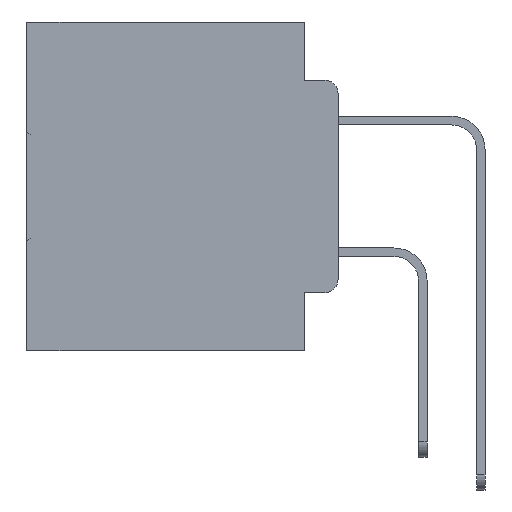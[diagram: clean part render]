
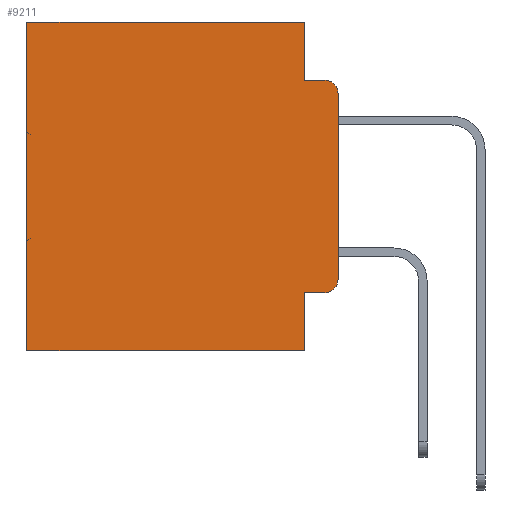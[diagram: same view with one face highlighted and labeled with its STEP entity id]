
A CAD part, left-side view. The second image highlights one B-rep face of the part: STEP entity #9211.
In plain terms, the highlighted planar face has unit normal (-1, 0, 0).
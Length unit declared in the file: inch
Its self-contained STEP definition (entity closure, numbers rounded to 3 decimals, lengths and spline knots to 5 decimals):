
#257 = VERTEX_POINT ( 'NONE', #21542 ) ;
#374 = AXIS2_PLACEMENT_3D ( 'NONE', #30489, #17198, #709 ) ;
#463 = CIRCLE ( 'NONE', #25212, 0.02 ) ;
#589 = CARTESIAN_POINT ( 'NONE',  ( 0.298, 0.051, -0.5 ) ) ;
#662 = VERTEX_POINT ( 'NONE', #4559 ) ;
#709 = DIRECTION ( 'NONE',  ( 0., 0., -1. ) ) ;
#1421 = VECTOR ( 'NONE', #4459, 39.37008 ) ;
#1470 = CARTESIAN_POINT ( 'NONE',  ( 0.298, 0., 0. ) ) ;
#1861 = ORIENTED_EDGE ( 'NONE', *, *, #22138, .F. ) ;
#2154 = EDGE_CURVE ( 'NONE', #257, #30528, #26380, .T. ) ;
#4175 = VERTEX_POINT ( 'NONE', #4733 ) ;
#4188 = EDGE_CURVE ( 'NONE', #31691, #13229, #30288, .T. ) ;
#4196 = LINE ( 'NONE', #24324, #25115 ) ;
#4459 = DIRECTION ( 'NONE',  ( 0., -1., 0. ) ) ;
#4559 = CARTESIAN_POINT ( 'NONE',  ( 0.298, 0.473, 0. ) ) ;
#4573 = CARTESIAN_POINT ( 'NONE',  ( 0.298, 0.051, -0.4115 ) ) ;
#4718 = VERTEX_POINT ( 'NONE', #27634 ) ;
#4733 = CARTESIAN_POINT ( 'NONE',  ( 0.298, 0.051, 0. ) ) ;
#4945 = DIRECTION ( 'NONE',  ( 0., 1., 0. ) ) ;
#5175 = LINE ( 'NONE', #30682, #26877 ) ;
#5328 = LINE ( 'NONE', #34584, #19092 ) ;
#5353 = VERTEX_POINT ( 'NONE', #589 ) ;
#6181 = ORIENTED_EDGE ( 'NONE', *, *, #17576, .F. ) ;
#6618 = VECTOR ( 'NONE', #4945, 39.37008 ) ;
#7468 = EDGE_CURVE ( 'NONE', #4175, #662, #16316, .T. ) ;
#9211 = ADVANCED_FACE ( 'NONE', ( #12328 ), #14321, .F. ) ;
#9291 = CARTESIAN_POINT ( 'NONE',  ( 0.298, 0., 0. ) ) ;
#9497 = CARTESIAN_POINT ( 'NONE',  ( 0.298, 0.051, 0. ) ) ;
#9743 = VERTEX_POINT ( 'NONE', #16584 ) ;
#11284 = EDGE_LOOP ( 'NONE', ( #15177, #21140, #29868, #6181, #24946, #28212, #1861, #25330, #16075, #16539 ) ) ;
#11425 = DIRECTION ( 'NONE',  ( -1., 0., 0. ) ) ;
#11661 = CIRCLE ( 'NONE', #32963, 0.02 ) ;
#12328 = FACE_OUTER_BOUND ( 'NONE', #11284, .T. ) ;
#13167 = DIRECTION ( 'NONE',  ( 0., -1., 0. ) ) ;
#13229 = VERTEX_POINT ( 'NONE', #21222 ) ;
#13911 = EDGE_CURVE ( 'NONE', #662, #9743, #4196, .T. ) ;
#14321 = PLANE ( 'NONE',  #374 ) ;
#15177 = ORIENTED_EDGE ( 'NONE', *, *, #2154, .F. ) ;
#15446 = VECTOR ( 'NONE', #17539, 39.37008 ) ;
#15994 = CARTESIAN_POINT ( 'NONE',  ( 0.298, 0.02, -0.1085 ) ) ;
#16075 = ORIENTED_EDGE ( 'NONE', *, *, #4188, .T. ) ;
#16316 = LINE ( 'NONE', #9291, #15446 ) ;
#16539 = ORIENTED_EDGE ( 'NONE', *, *, #28500, .T. ) ;
#16584 = CARTESIAN_POINT ( 'NONE',  ( 0.298, 0.473, -0.5 ) ) ;
#17198 = DIRECTION ( 'NONE',  ( 1., 0., 0. ) ) ;
#17297 = DIRECTION ( 'NONE',  ( 0., 0., -1. ) ) ;
#17515 = VECTOR ( 'NONE', #25718, 39.37008 ) ;
#17539 = DIRECTION ( 'NONE',  ( 0., 1., 0. ) ) ;
#17576 = EDGE_CURVE ( 'NONE', #4175, #4718, #5175, .T. ) ;
#17626 = CARTESIAN_POINT ( 'NONE',  ( 0.298, 0., -0.3915 ) ) ;
#18744 = DIRECTION ( 'NONE',  ( 0., 0., -1. ) ) ;
#18825 = DIRECTION ( 'NONE',  ( 0., 0., -1. ) ) ;
#19092 = VECTOR ( 'NONE', #13167, 39.37008 ) ;
#19305 = VECTOR ( 'NONE', #17297, 39.37008 ) ;
#20113 = DIRECTION ( 'NONE',  ( 0., 0., -1. ) ) ;
#21140 = ORIENTED_EDGE ( 'NONE', *, *, #28292, .T. ) ;
#21222 = CARTESIAN_POINT ( 'NONE',  ( 0.298, 0.02, -0.4115 ) ) ;
#21542 = CARTESIAN_POINT ( 'NONE',  ( 0.298, 0., -0.1085 ) ) ;
#22138 = EDGE_CURVE ( 'NONE', #5353, #9743, #28194, .T. ) ;
#24319 = CARTESIAN_POINT ( 'NONE',  ( 0.298, 0.051, -0.4115 ) ) ;
#24324 = CARTESIAN_POINT ( 'NONE',  ( 0.298, 0.473, 0. ) ) ;
#24946 = ORIENTED_EDGE ( 'NONE', *, *, #7468, .T. ) ;
#25115 = VECTOR ( 'NONE', #18825, 39.37008 ) ;
#25212 = AXIS2_PLACEMENT_3D ( 'NONE', #27573, #11425, #30242 ) ;
#25330 = ORIENTED_EDGE ( 'NONE', *, *, #31387, .F. ) ;
#25718 = DIRECTION ( 'NONE',  ( 0., 0., -1. ) ) ;
#25899 = CARTESIAN_POINT ( 'NONE',  ( 0.298, 0.02, -0.0885 ) ) ;
#26380 = LINE ( 'NONE', #1470, #19305 ) ;
#26564 = EDGE_CURVE ( 'NONE', #4718, #32086, #5328, .T. ) ;
#26877 = VECTOR ( 'NONE', #20113, 39.37008 ) ;
#27573 = CARTESIAN_POINT ( 'NONE',  ( 0.298, 0.02, -0.3915 ) ) ;
#27634 = CARTESIAN_POINT ( 'NONE',  ( 0.298, 0.051, -0.0885 ) ) ;
#28194 = LINE ( 'NONE', #31908, #6618 ) ;
#28212 = ORIENTED_EDGE ( 'NONE', *, *, #13911, .T. ) ;
#28292 = EDGE_CURVE ( 'NONE', #257, #32086, #11661, .T. ) ;
#28500 = EDGE_CURVE ( 'NONE', #13229, #30528, #463, .T. ) ;
#29196 = LINE ( 'NONE', #9497, #17515 ) ;
#29868 = ORIENTED_EDGE ( 'NONE', *, *, #26564, .F. ) ;
#30242 = DIRECTION ( 'NONE',  ( 0., 0., -1. ) ) ;
#30288 = LINE ( 'NONE', #4573, #1421 ) ;
#30489 = CARTESIAN_POINT ( 'NONE',  ( 0.298, 0., 0. ) ) ;
#30528 = VERTEX_POINT ( 'NONE', #17626 ) ;
#30682 = CARTESIAN_POINT ( 'NONE',  ( 0.298, 0.051, 0. ) ) ;
#31387 = EDGE_CURVE ( 'NONE', #31691, #5353, #29196, .T. ) ;
#31691 = VERTEX_POINT ( 'NONE', #24319 ) ;
#31908 = CARTESIAN_POINT ( 'NONE',  ( 0.298, 0., -0.5 ) ) ;
#32086 = VERTEX_POINT ( 'NONE', #25899 ) ;
#32963 = AXIS2_PLACEMENT_3D ( 'NONE', #15994, #34652, #18744 ) ;
#34584 = CARTESIAN_POINT ( 'NONE',  ( 0.298, 0.051, -0.0885 ) ) ;
#34652 = DIRECTION ( 'NONE',  ( -1., 0., 0. ) ) ;
